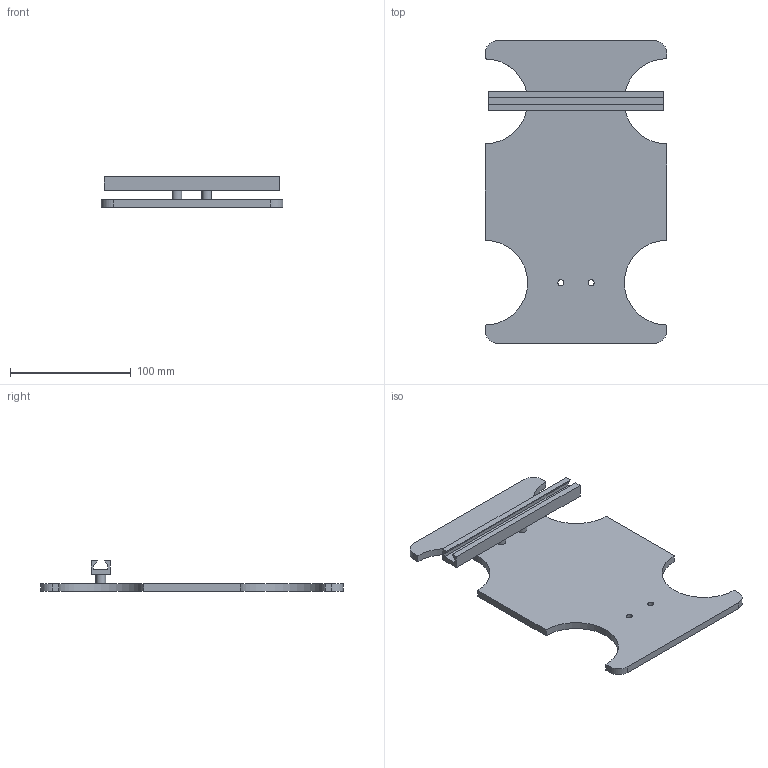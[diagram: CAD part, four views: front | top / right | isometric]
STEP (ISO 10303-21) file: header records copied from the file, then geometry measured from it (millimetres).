
FILE_DESCRIPTION(('HOOPS Exchange Step'),'2;1');
FILE_NAME('temp_export','2025-02-05T08:17:04+01:00',('mobile'),('Shapr3D Limited'),'HOOPS Exchange 2024.6','Shapr3D','Authorized');
FILE_SCHEMA( ('AP242_MANAGED_MODEL_BASED_3D_ENGINEERING_MIM_LF {1 0 10303 442 1 1 4 }') );
Length unit declared in the file: millimetre
Products named in the file (1): root
Bounding box: 150 x 250 x 25 mm (x, y, z)
Volume: 193322.7 mm3; surface area: 77392.3 mm2
Topology: 4 solids, 4 shells, 50 faces, 130 edges, 92 vertices
Faces by surface type: plane 30, cylinder 20
Full cylindrical faces by diameter (mm): 3.9 x2, 5 x4, 8 x2, 8.2 x2
Entity records: 1627 total; most frequent: DIRECTION 290, CARTESIAN_POINT 274, ORIENTED_EDGE 260, EDGE_CURVE 130, AXIS2_PLACEMENT_3D 108, VERTEX_POINT 92, VECTOR 74, LINE 74
